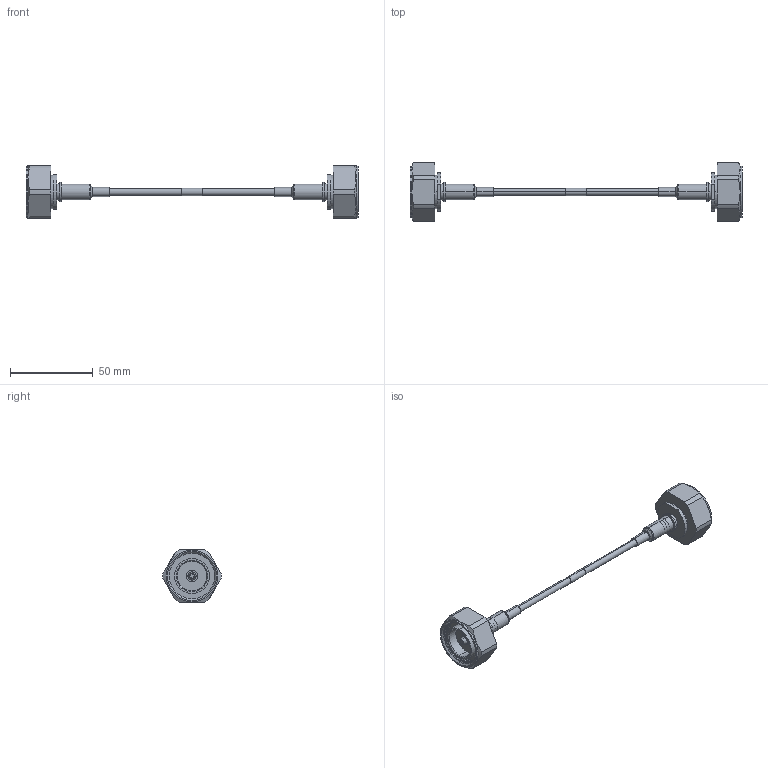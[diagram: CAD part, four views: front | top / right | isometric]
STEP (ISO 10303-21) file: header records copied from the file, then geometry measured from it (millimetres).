
FILE_DESCRIPTION (( 'STEP AP214' ), '1' );
FILE_NAME ('PE3C7959_3D.STEP', '2021-04-08T21:11:59', ( '' ), ( '' ), 'SwSTEP 2.0', 'SolidWorks 2020', '' );
FILE_SCHEMA (( 'AUTOMOTIVE_DESIGN' ));
Length unit declared in the file: inch
Products named in the file (4): TFT-402_WITH LABEL; CA-195R-MA1_.345" OD AT FERRULE; TC-402-716M-LP-PE; PE3C7959_3D
Assembly tree (5 placements, depth 2):
  PE3C7959_3D
    TFT-402_WITH LABEL
    TC-402-716M-LP-PE  x2
    CA-195R-MA1_.345" OD AT FERRULE  x2
Bounding box: 200.57 x 35.23 x 31.86 mm (x, y, z)
Volume: 24819.8 mm3; surface area: 16762.8 mm2
Topology: 5 solids, 5 shells, 260 faces, 550 edges, 324 vertices
Faces by surface type: cylinder 110, cone 72, plane 54, torus 24
Entity records: 4118 total; most frequent: CARTESIAN_POINT 883, DIRECTION 716, ORIENTED_EDGE 568, AXIS2_PLACEMENT_3D 301, EDGE_CURVE 284, VERTEX_POINT 168, CIRCLE 158, EDGE_LOOP 152
